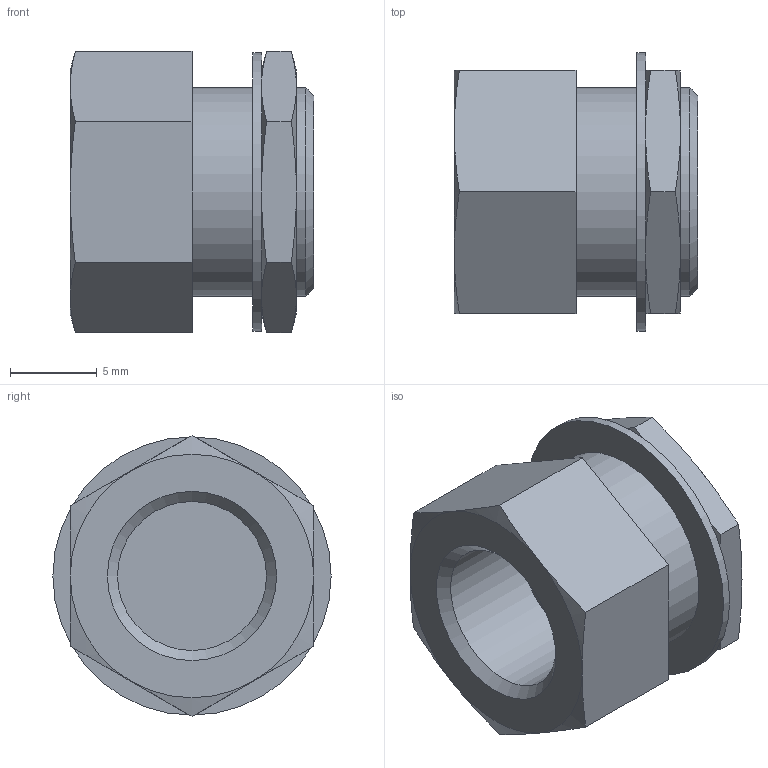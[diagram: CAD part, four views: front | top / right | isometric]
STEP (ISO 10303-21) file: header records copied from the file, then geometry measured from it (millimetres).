
FILE_DESCRIPTION( ( 'STEP AP214' ), '1' );
FILE_NAME( 'M-5ER.stp', '2019-10-18T14:05:17', ( '' ), ( '' ), ' ', 'PARTsolutions', ' ' );
FILE_SCHEMA( ( 'AUTOMOTIVE_DESIGN { 1 0 10303 214 1 1 1 1 }' ) );
Length unit declared in the file: millimetre
Products named in the file (1): _M-5ER
Bounding box: 14 x 16 x 16.17 mm (x, y, z)
Volume: 1717.6 mm3; surface area: 1353.7 mm2
Topology: 1 solids, 1 shells, 46 faces, 94 edges, 56 vertices
Faces by surface type: cone 21, plane 20, cylinder 5
Full cylindrical faces by diameter (mm): 4.134 x1, 8.566 x1, 12 x2, 16 x1
Entity records: 1572 total; most frequent: CARTESIAN_POINT 307, DIRECTION 174, ORIENTED_EDGE 170, EDGE_CURVE 85, AXIS2_PLACEMENT_3D 78, EDGE_LOOP 60, VERTEX_POINT 55, FACE_OUTER_BOUND 51
